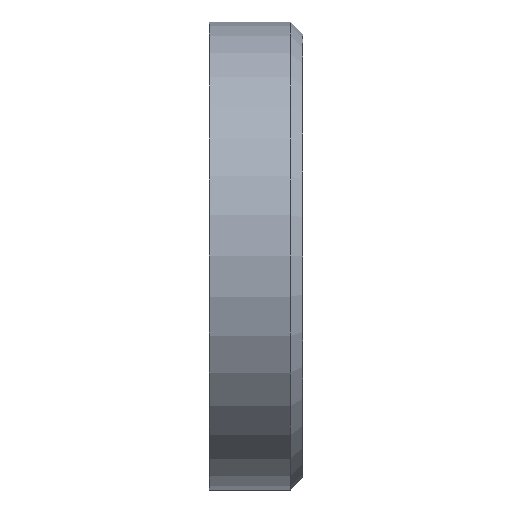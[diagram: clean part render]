
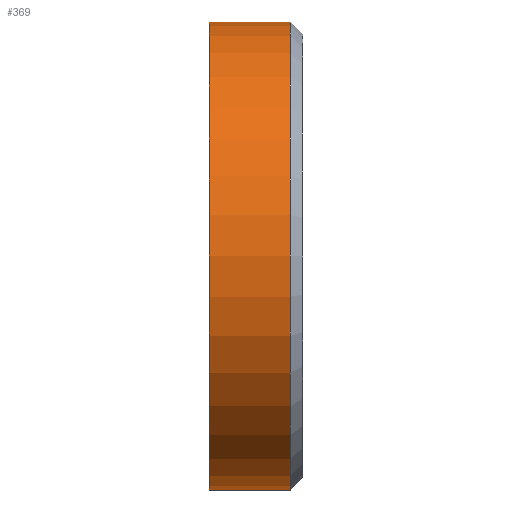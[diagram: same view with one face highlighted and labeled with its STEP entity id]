
A CAD part, front view. The second image highlights one B-rep face of the part: STEP entity #369.
In plain terms, the highlighted cylindrical face has radius 75 mm (diameter 150 mm), a partial arc.
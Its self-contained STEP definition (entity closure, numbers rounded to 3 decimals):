
#33 = ORIENTED_EDGE ( 'NONE', *, *, #828, .F. ) ;
#99 = AXIS2_PLACEMENT_3D ( 'NONE', #333, #251, #150 ) ;
#107 = VECTOR ( 'NONE', #721, 1000. ) ;
#135 = CARTESIAN_POINT ( 'NONE',  ( 0., 0., -75. ) ) ;
#138 = CIRCLE ( 'NONE', #195, 75. ) ;
#150 = DIRECTION ( 'NONE',  ( 0., 0., -1. ) ) ;
#158 = VERTEX_POINT ( 'NONE', #424 ) ;
#185 = EDGE_CURVE ( 'NONE', #995, #1047, #548, .T. ) ;
#195 = AXIS2_PLACEMENT_3D ( 'NONE', #632, #645, #217 ) ;
#217 = DIRECTION ( 'NONE',  ( 0., 0., 1. ) ) ;
#231 = DIRECTION ( 'NONE',  ( 0., 0., 1. ) ) ;
#251 = DIRECTION ( 'NONE',  ( -1., 0., 0. ) ) ;
#274 = VECTOR ( 'NONE', #708, 1000. ) ;
#333 = CARTESIAN_POINT ( 'NONE',  ( 26., 0., 0. ) ) ;
#336 = VERTEX_POINT ( 'NONE', #978 ) ;
#369 = ADVANCED_FACE ( 'NONE', ( #503 ), #996, .T. ) ;
#388 = CARTESIAN_POINT ( 'NONE',  ( 0., 0., 75. ) ) ;
#390 = LINE ( 'NONE', #135, #107 ) ;
#424 = CARTESIAN_POINT ( 'NONE',  ( 26., 0., -75. ) ) ;
#503 = FACE_OUTER_BOUND ( 'NONE', #990, .T. ) ;
#548 = LINE ( 'NONE', #388, #274 ) ;
#572 = CIRCLE ( 'NONE', #99, 75. ) ;
#586 = DIRECTION ( 'NONE',  ( -1., 0., 0. ) ) ;
#632 = CARTESIAN_POINT ( 'NONE',  ( 0., 0., 0. ) ) ;
#645 = DIRECTION ( 'NONE',  ( -1., 0., 0. ) ) ;
#708 = DIRECTION ( 'NONE',  ( -1., 0., 0. ) ) ;
#721 = DIRECTION ( 'NONE',  ( -1., 0., 0. ) ) ;
#820 = AXIS2_PLACEMENT_3D ( 'NONE', #906, #586, #231 ) ;
#828 = EDGE_CURVE ( 'NONE', #336, #1047, #138, .T. ) ;
#835 = CARTESIAN_POINT ( 'NONE',  ( 26., 0., 75. ) ) ;
#847 = EDGE_CURVE ( 'NONE', #158, #336, #390, .T. ) ;
#855 = ORIENTED_EDGE ( 'NONE', *, *, #847, .F. ) ;
#906 = CARTESIAN_POINT ( 'NONE',  ( 0., 0., 0. ) ) ;
#918 = CARTESIAN_POINT ( 'NONE',  ( 0., 0., 75. ) ) ;
#978 = CARTESIAN_POINT ( 'NONE',  ( 0., 0., -75. ) ) ;
#990 = EDGE_LOOP ( 'NONE', ( #855, #1081, #1061, #33 ) ) ;
#995 = VERTEX_POINT ( 'NONE', #835 ) ;
#996 = CYLINDRICAL_SURFACE ( 'NONE', #820, 75. ) ;
#1045 = EDGE_CURVE ( 'NONE', #158, #995, #572, .T. ) ;
#1047 = VERTEX_POINT ( 'NONE', #918 ) ;
#1061 = ORIENTED_EDGE ( 'NONE', *, *, #185, .T. ) ;
#1081 = ORIENTED_EDGE ( 'NONE', *, *, #1045, .T. ) ;
